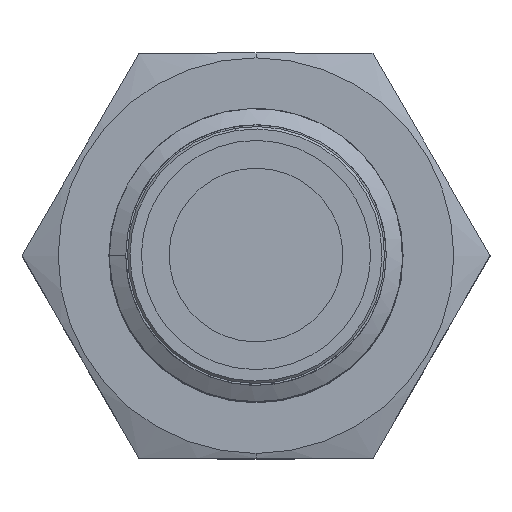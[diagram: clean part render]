
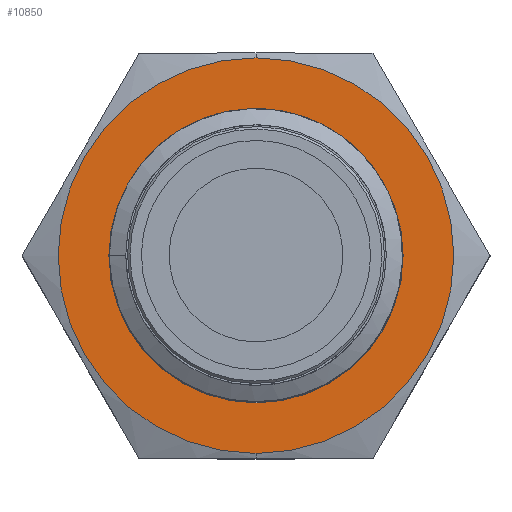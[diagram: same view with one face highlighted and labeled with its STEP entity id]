
A CAD part, top view. The second image highlights one B-rep face of the part: STEP entity #10850.
In plain terms, the highlighted face is planar.
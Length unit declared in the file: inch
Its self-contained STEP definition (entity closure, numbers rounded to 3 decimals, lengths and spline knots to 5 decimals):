
#27 = DIRECTION ( 'NONE',  ( -1., 0., 0. ) ) ;
#255 = AXIS2_PLACEMENT_3D ( 'NONE', #5634, #6051, #14279 ) ;
#583 = EDGE_CURVE ( 'NONE', #9928, #11620, #10982, .T. ) ;
#817 = DIRECTION ( 'NONE',  ( 1., 0., 0. ) ) ;
#1096 = EDGE_LOOP ( 'NONE', ( #18691, #15626 ) ) ;
#1333 = CARTESIAN_POINT ( 'NONE',  ( 0., 0., 0. ) ) ;
#2155 = CIRCLE ( 'NONE', #6656, 0.24016 ) ;
#2174 = CARTESIAN_POINT ( 'NONE',  ( -0.32281, 0., 0. ) ) ;
#2660 = DIRECTION ( 'NONE',  ( 0., 0., 1. ) ) ;
#3115 = CIRCLE ( 'NONE', #4155, 0.32281 ) ;
#3174 = DIRECTION ( 'NONE',  ( 1., 0., 0. ) ) ;
#3391 = FACE_OUTER_BOUND ( 'NONE', #6105, .T. ) ;
#4155 = AXIS2_PLACEMENT_3D ( 'NONE', #13789, #12267, #20271 ) ;
#5053 = EDGE_CURVE ( 'NONE', #20205, #11484, #3115, .T. ) ;
#5634 = CARTESIAN_POINT ( 'NONE',  ( 0., 0., 0. ) ) ;
#5871 = EDGE_CURVE ( 'NONE', #11484, #20205, #16271, .T. ) ;
#6051 = DIRECTION ( 'NONE',  ( 0., 0., -1. ) ) ;
#6105 = EDGE_LOOP ( 'NONE', ( #19465, #12044 ) ) ;
#6404 = CARTESIAN_POINT ( 'NONE',  ( 0.24016, 0., 0. ) ) ;
#6656 = AXIS2_PLACEMENT_3D ( 'NONE', #1333, #19620, #27 ) ;
#7366 = CARTESIAN_POINT ( 'NONE',  ( -0.24016, 0., 0. ) ) ;
#8812 = EDGE_CURVE ( 'NONE', #11620, #9928, #2155, .T. ) ;
#9891 = FACE_BOUND ( 'NONE', #1096, .T. ) ;
#9928 = VERTEX_POINT ( 'NONE', #6404 ) ;
#10515 = CARTESIAN_POINT ( 'NONE',  ( 0.32281, 0., 0. ) ) ;
#10568 = CARTESIAN_POINT ( 'NONE',  ( 0., 0., 0. ) ) ;
#10850 = ADVANCED_FACE ( 'NONE', ( #3391, #9891 ), #18008, .F. ) ;
#10982 = CIRCLE ( 'NONE', #255, 0.24016 ) ;
#11484 = VERTEX_POINT ( 'NONE', #2174 ) ;
#11620 = VERTEX_POINT ( 'NONE', #7366 ) ;
#12044 = ORIENTED_EDGE ( 'NONE', *, *, #5871, .F. ) ;
#12267 = DIRECTION ( 'NONE',  ( 0., 0., 1. ) ) ;
#13789 = CARTESIAN_POINT ( 'NONE',  ( 0., 0., 0. ) ) ;
#14279 = DIRECTION ( 'NONE',  ( -1., 0., 0. ) ) ;
#15626 = ORIENTED_EDGE ( 'NONE', *, *, #583, .F. ) ;
#16271 = CIRCLE ( 'NONE', #18332, 0.32281 ) ;
#16496 = DIRECTION ( 'NONE',  ( 0., 0., 1. ) ) ;
#17412 = AXIS2_PLACEMENT_3D ( 'NONE', #18114, #16496, #3174 ) ;
#18008 = PLANE ( 'NONE',  #17412 ) ;
#18114 = CARTESIAN_POINT ( 'NONE',  ( 0., 0., 0. ) ) ;
#18332 = AXIS2_PLACEMENT_3D ( 'NONE', #10568, #2660, #817 ) ;
#18691 = ORIENTED_EDGE ( 'NONE', *, *, #8812, .F. ) ;
#19465 = ORIENTED_EDGE ( 'NONE', *, *, #5053, .F. ) ;
#19620 = DIRECTION ( 'NONE',  ( 0., 0., -1. ) ) ;
#20205 = VERTEX_POINT ( 'NONE', #10515 ) ;
#20271 = DIRECTION ( 'NONE',  ( 1., 0., 0. ) ) ;
